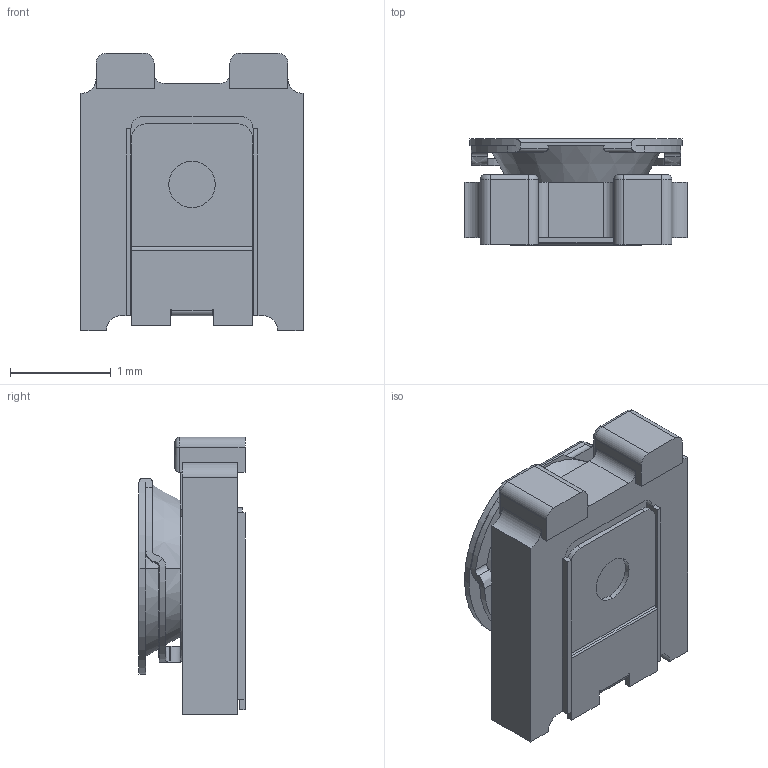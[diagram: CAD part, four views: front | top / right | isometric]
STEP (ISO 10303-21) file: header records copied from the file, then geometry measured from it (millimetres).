
FILE_DESCRIPTION (( 'STEP AP214' ), '1' );
FILE_NAME ('User Library-EVM2W.STEP', '2016-09-08T21:12:53', ( 'Windows User' ), ( '' ), 'SwSTEP 2.0', 'SolidWorks 2016', '' );
FILE_SCHEMA (( 'AUTOMOTIVE_DESIGN' ));
Length unit declared in the file: millimetre
Products named in the file (1): User Library-EVM2W
Bounding box: 2.2 x 1.05 x 2.75 mm (x, y, z)
Volume: 3.4 mm3; surface area: 33.9 mm2
Topology: 2 solids, 2 shells, 221 faces, 637 edges, 421 vertices
Faces by surface type: plane 125, cylinder 60, bspline 27, cone 5, torus 4
Entity records: 9795 total; most frequent: CARTESIAN_POINT 2682, ORIENTED_EDGE 1274, DIRECTION 991, EDGE_CURVE 637, VERTEX_POINT 421, LINE 355, VECTOR 355, AXIS2_PLACEMENT_3D 318
